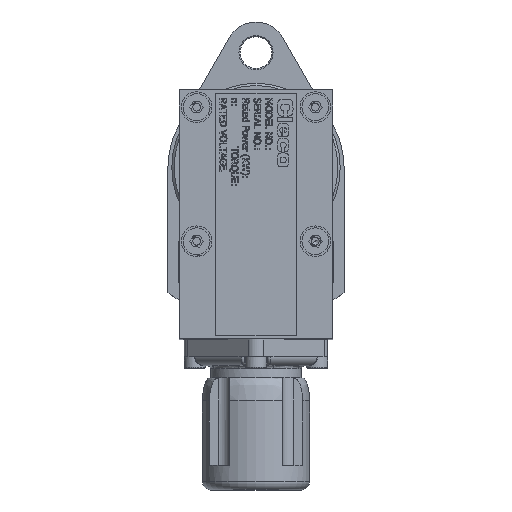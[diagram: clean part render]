
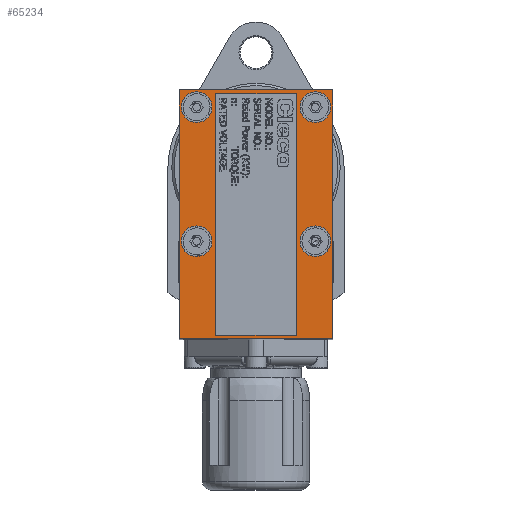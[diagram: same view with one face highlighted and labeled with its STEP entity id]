
A CAD part, top view. The second image highlights one B-rep face of the part: STEP entity #65234.
In plain terms, the highlighted planar face has unit normal (0, 0, 1).
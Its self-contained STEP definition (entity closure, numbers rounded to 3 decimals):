
#4223=LINE('',#91716,#9341);
#4361=LINE('',#92370,#9479);
#4583=LINE('',#94254,#9701);
#4855=LINE('',#96451,#9973);
#4898=LINE('',#96645,#10016);
#4899=LINE('',#96647,#10017);
#4900=LINE('',#96649,#10018);
#4901=LINE('',#96650,#10019);
#9341=VECTOR('',#75726,10.);
#9479=VECTOR('',#76228,10.);
#9701=VECTOR('',#76558,10.);
#9973=VECTOR('',#77226,10.);
#10016=VECTOR('',#77375,10.);
#10017=VECTOR('',#77376,10.);
#10018=VECTOR('',#77377,10.);
#10019=VECTOR('',#77378,10.);
#14655=FACE_BOUND('',#19352,.T.);
#14656=FACE_BOUND('',#19353,.T.);
#14657=FACE_BOUND('',#19354,.T.);
#14658=FACE_BOUND('',#19355,.T.);
#14659=FACE_BOUND('',#19356,.T.);
#15801=FACE_OUTER_BOUND('',#19351,.T.);
#19351=EDGE_LOOP('',(#45265,#45266,#45267,#45268));
#19352=EDGE_LOOP('',(#45269,#45270,#45271,#45272));
#19353=EDGE_LOOP('',(#45273,#45274));
#19354=EDGE_LOOP('',(#45275,#45276));
#19355=EDGE_LOOP('',(#45277,#45278));
#19356=EDGE_LOOP('',(#45279,#45280));
#22923=CIRCLE('',#69453,4.);
#22924=CIRCLE('',#69454,4.);
#22925=CIRCLE('',#69455,4.);
#22926=CIRCLE('',#69456,4.);
#22927=CIRCLE('',#69457,4.);
#22928=CIRCLE('',#69458,4.);
#22929=CIRCLE('',#69459,4.);
#22930=CIRCLE('',#69460,4.);
#25222=VERTEX_POINT('',#91702);
#25228=VERTEX_POINT('',#91714);
#25416=VERTEX_POINT('',#92359);
#25680=VERTEX_POINT('',#94252);
#26100=VERTEX_POINT('',#96643);
#26101=VERTEX_POINT('',#96644);
#26102=VERTEX_POINT('',#96646);
#26103=VERTEX_POINT('',#96648);
#26104=VERTEX_POINT('',#96651);
#26105=VERTEX_POINT('',#96652);
#26106=VERTEX_POINT('',#96655);
#26107=VERTEX_POINT('',#96656);
#26108=VERTEX_POINT('',#96659);
#26109=VERTEX_POINT('',#96660);
#26110=VERTEX_POINT('',#96663);
#26111=VERTEX_POINT('',#96664);
#32026=EDGE_CURVE('',#25222,#25228,#4223,.T.);
#32294=EDGE_CURVE('',#25222,#25416,#4361,.T.);
#32684=EDGE_CURVE('',#25228,#25680,#4583,.T.);
#33218=EDGE_CURVE('',#25416,#25680,#4855,.T.);
#33300=EDGE_CURVE('',#26100,#26101,#4898,.T.);
#33301=EDGE_CURVE('',#26101,#26102,#4899,.T.);
#33302=EDGE_CURVE('',#26102,#26103,#4900,.T.);
#33303=EDGE_CURVE('',#26103,#26100,#4901,.T.);
#33304=EDGE_CURVE('',#26104,#26105,#22923,.T.);
#33305=EDGE_CURVE('',#26105,#26104,#22924,.T.);
#33306=EDGE_CURVE('',#26106,#26107,#22925,.T.);
#33307=EDGE_CURVE('',#26107,#26106,#22926,.T.);
#33308=EDGE_CURVE('',#26108,#26109,#22927,.T.);
#33309=EDGE_CURVE('',#26109,#26108,#22928,.T.);
#33310=EDGE_CURVE('',#26110,#26111,#22929,.T.);
#33311=EDGE_CURVE('',#26111,#26110,#22930,.T.);
#45265=ORIENTED_EDGE('',*,*,#32294,.F.);
#45266=ORIENTED_EDGE('',*,*,#32026,.T.);
#45267=ORIENTED_EDGE('',*,*,#32684,.T.);
#45268=ORIENTED_EDGE('',*,*,#33218,.F.);
#45269=ORIENTED_EDGE('',*,*,#33300,.T.);
#45270=ORIENTED_EDGE('',*,*,#33301,.T.);
#45271=ORIENTED_EDGE('',*,*,#33302,.T.);
#45272=ORIENTED_EDGE('',*,*,#33303,.T.);
#45273=ORIENTED_EDGE('',*,*,#33304,.T.);
#45274=ORIENTED_EDGE('',*,*,#33305,.T.);
#45275=ORIENTED_EDGE('',*,*,#33306,.T.);
#45276=ORIENTED_EDGE('',*,*,#33307,.T.);
#45277=ORIENTED_EDGE('',*,*,#33308,.T.);
#45278=ORIENTED_EDGE('',*,*,#33309,.T.);
#45279=ORIENTED_EDGE('',*,*,#33310,.T.);
#45280=ORIENTED_EDGE('',*,*,#33311,.T.);
#59535=PLANE('',#69452);
#65234=ADVANCED_FACE('',(#15801,#14655,#14656,#14657,#14658,#14659),#59535,
 .T.);
#69452=AXIS2_PLACEMENT_3D('',#96642,#77373,#77374);
#69453=AXIS2_PLACEMENT_3D('',#96653,#77379,#77380);
#69454=AXIS2_PLACEMENT_3D('',#96654,#77381,#77382);
#69455=AXIS2_PLACEMENT_3D('',#96657,#77383,#77384);
#69456=AXIS2_PLACEMENT_3D('',#96658,#77385,#77386);
#69457=AXIS2_PLACEMENT_3D('',#96661,#77387,#77388);
#69458=AXIS2_PLACEMENT_3D('',#96662,#77389,#77390);
#69459=AXIS2_PLACEMENT_3D('',#96665,#77391,#77392);
#69460=AXIS2_PLACEMENT_3D('',#96666,#77393,#77394);
#75726=DIRECTION('',(-1.,0.,0.));
#76228=DIRECTION('',(0.,-1.,0.));
#76558=DIRECTION('',(0.,-1.,0.));
#77226=DIRECTION('',(-1.,0.,0.));
#77373=DIRECTION('center_axis',(0.,0.,
1.));
#77374=DIRECTION('ref_axis',(-1.,0.,0.));
#77375=DIRECTION('',(1.,0.,0.));
#77376=DIRECTION('',(0.,-1.,0.));
#77377=DIRECTION('',(-1.,0.,0.));
#77378=DIRECTION('',(0.,1.,0.));
#77379=DIRECTION('center_axis',(0.,0.,
-1.));
#77380=DIRECTION('ref_axis',(1.,0.,0.));
#77381=DIRECTION('center_axis',(0.,0.,
-1.));
#77382=DIRECTION('ref_axis',(1.,0.,0.));
#77383=DIRECTION('center_axis',(0.,0.,
-1.));
#77384=DIRECTION('ref_axis',(-1.,0.,0.));
#77385=DIRECTION('center_axis',(0.,0.,
-1.));
#77386=DIRECTION('ref_axis',(-1.,0.,0.));
#77387=DIRECTION('center_axis',(0.,0.,
-1.));
#77388=DIRECTION('ref_axis',(1.,0.,0.));
#77389=DIRECTION('center_axis',(0.,0.,
-1.));
#77390=DIRECTION('ref_axis',(1.,0.,0.));
#77391=DIRECTION('center_axis',(0.,0.,
-1.));
#77392=DIRECTION('ref_axis',(-1.,0.,0.));
#77393=DIRECTION('center_axis',(0.,0.,
-1.));
#77394=DIRECTION('ref_axis',(-1.,0.,0.));
#91702=CARTESIAN_POINT('',(24.848,32.509,142.289));
#91714=CARTESIAN_POINT('',(-15.152,32.509,142.289));
#91716=CARTESIAN_POINT('',(-15.152,32.509,142.289));
#92359=CARTESIAN_POINT('',(24.848,-32.491,142.289));
#92370=CARTESIAN_POINT('',(24.848,-27.491,142.289));
#94252=CARTESIAN_POINT('',(-15.152,-32.491,142.289));
#94254=CARTESIAN_POINT('',(-15.152,-27.491,142.289));
#96451=CARTESIAN_POINT('',(24.848,-32.491,142.289));
#96642=CARTESIAN_POINT('Origin',(4.848,2.509,142.289));
#96643=CARTESIAN_POINT('',(-5.652,31.509,142.289));
#96644=CARTESIAN_POINT('',(15.348,31.509,142.289));
#96645=CARTESIAN_POINT('',(-0.402,31.509,142.289));
#96646=CARTESIAN_POINT('',(15.348,-31.491,142.289));
#96647=CARTESIAN_POINT('',(15.348,17.009,142.289));
#96648=CARTESIAN_POINT('',(-5.652,-31.491,142.289));
#96649=CARTESIAN_POINT('',(10.098,-31.491,142.289));
#96650=CARTESIAN_POINT('',(-5.652,-14.491,142.289));
#96651=CARTESIAN_POINT('',(-6.652,-6.991,142.289));
#96652=CARTESIAN_POINT('',(-14.652,-6.991,142.289));
#96653=CARTESIAN_POINT('Origin',(-10.652,-6.991,142.289));
#96654=CARTESIAN_POINT('Origin',(-10.652,-6.991,142.289));
#96655=CARTESIAN_POINT('',(16.348,-6.991,142.289));
#96656=CARTESIAN_POINT('',(24.348,-6.991,142.289));
#96657=CARTESIAN_POINT('Origin',(20.348,-6.991,142.289));
#96658=CARTESIAN_POINT('Origin',(20.348,-6.991,142.289));
#96659=CARTESIAN_POINT('',(-6.652,28.009,142.289));
#96660=CARTESIAN_POINT('',(-14.652,28.009,142.289));
#96661=CARTESIAN_POINT('Origin',(-10.652,28.009,142.289));
#96662=CARTESIAN_POINT('Origin',(-10.652,28.009,142.289));
#96663=CARTESIAN_POINT('',(16.348,28.009,142.289));
#96664=CARTESIAN_POINT('',(24.348,28.009,142.289));
#96665=CARTESIAN_POINT('Origin',(20.348,28.009,142.289));
#96666=CARTESIAN_POINT('Origin',(20.348,28.009,142.289));
